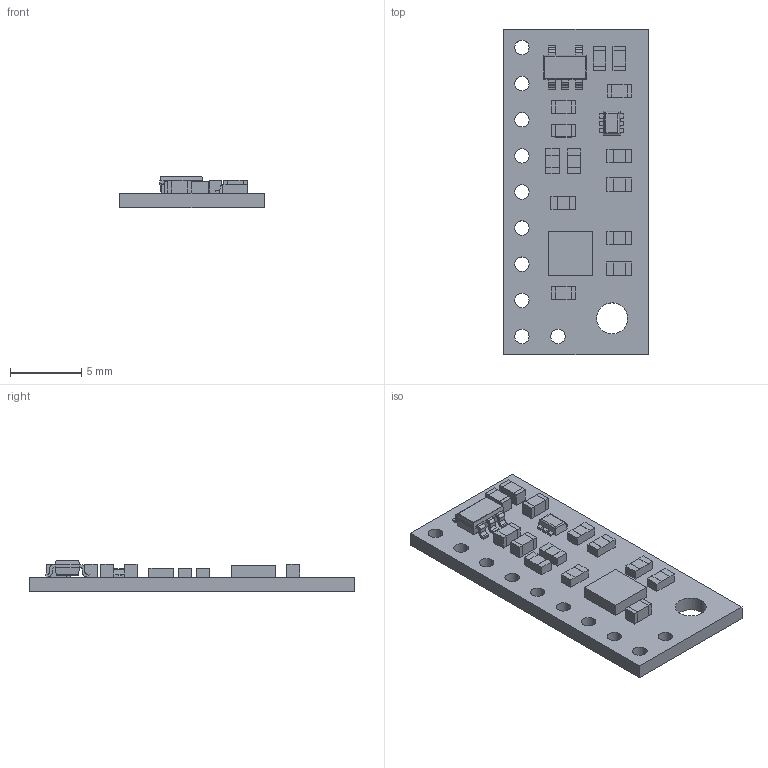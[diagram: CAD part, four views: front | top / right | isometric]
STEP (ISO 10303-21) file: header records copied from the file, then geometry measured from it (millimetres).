
FILE_DESCRIPTION (( 'STEP AP214' ), '1' );
FILE_NAME ('l3gd20h-3-axis-gyro-carrier-with-voltage-regulator.step', '2017-08-15T19:43:20', ( '' ), ( '' ), 'SwSTEP 2.0', 'SolidWorks 2016', '' );
FILE_SCHEMA (( 'AUTOMOTIVE_DESIGN' ));
Length unit declared in the file: millimetre
Products named in the file (1): l3gd20h-3-axis-gyro-carrier-with-voltage-regulator
Bounding box: 10.16 x 22.86 x 2.21 mm (x, y, z)
Volume: 254.7 mm3; surface area: 642.7 mm2
Topology: 1 solids, 1 shells, 702 faces, 1897 edges, 1240 vertices
Faces by surface type: plane 493, bspline 155, cylinder 54
Entity records: 34883 total; most frequent: CARTESIAN_POINT 10451, ORIENTED_EDGE 3794, DIRECTION 2755, EDGE_CURVE 1897, VECTOR 1491, LINE 1491, VERTEX_POINT 1240, EDGE_LOOP 787
